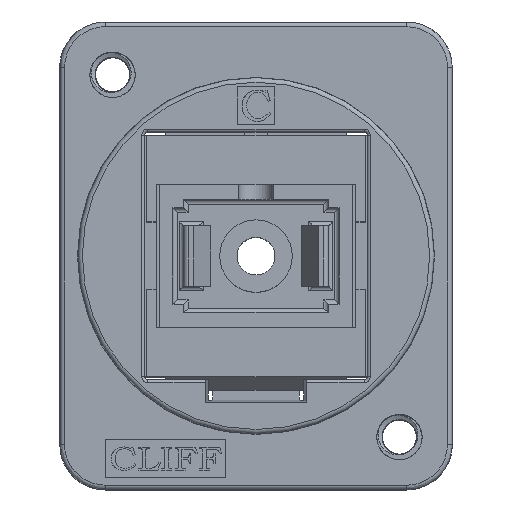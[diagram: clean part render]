
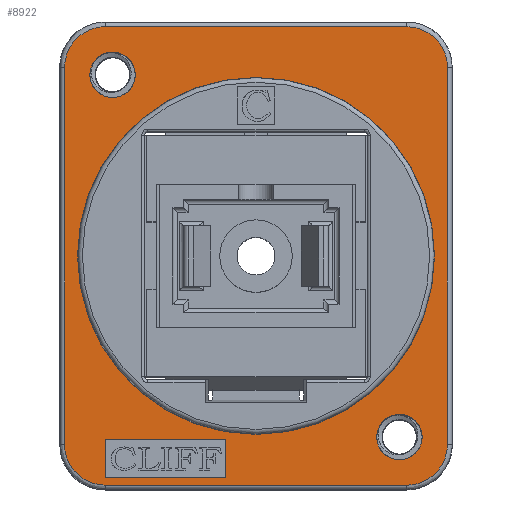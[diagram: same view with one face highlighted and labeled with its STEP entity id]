
A CAD part, top view. The second image highlights one B-rep face of the part: STEP entity #8922.
In plain terms, the highlighted planar face has unit normal (0, 0, 1).
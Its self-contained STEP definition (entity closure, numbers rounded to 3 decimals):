
#306=FACE_BOUND('',#1543,.T.);
#307=FACE_BOUND('',#1544,.T.);
#308=FACE_BOUND('',#1545,.T.);
#309=FACE_BOUND('',#1546,.T.);
#379=ELLIPSE('',#9512,2.7,2.7);
#380=ELLIPSE('',#9513,2.7,2.7);
#381=ELLIPSE('',#9514,2.7,2.7);
#382=ELLIPSE('',#9515,2.7,2.7);
#646=PLANE('',#9511);
#1063=FACE_OUTER_BOUND('',#1542,.T.);
#1542=EDGE_LOOP('',(#7668,#7669,#7670,#7671,#7672,#7673,#7674,#7675));
#1543=EDGE_LOOP('',(#7676));
#1544=EDGE_LOOP('',(#7677));
#1545=EDGE_LOOP('',(#7678,#7679,#7680,#7681));
#1546=EDGE_LOOP('',(#7682));
#2409=LINE('',#14989,#3281);
#2413=LINE('',#14997,#3285);
#2416=LINE('',#15003,#3288);
#2419=LINE('',#15008,#3291);
#2450=LINE('',#15107,#3322);
#2451=LINE('',#15111,#3323);
#2452=LINE('',#15115,#3324);
#2453=LINE('',#15118,#3325);
#3281=VECTOR('',#11334,2.5);
#3285=VECTOR('',#11340,8.);
#3288=VECTOR('',#11345,2.5);
#3291=VECTOR('',#11350,8.);
#3322=VECTOR('',#11439,24.965);
#3323=VECTOR('',#11442,19.965);
#3324=VECTOR('',#11445,24.965);
#3325=VECTOR('',#11448,19.965);
#3352=CIRCLE('',#9006,1.5);
#3354=CIRCLE('',#9009,1.5);
#3398=CIRCLE('',#9299,11.823);
#3462=VERTEX_POINT('',#11598);
#3464=VERTEX_POINT('',#11604);
#3832=VERTEX_POINT('',#12885);
#4154=VERTEX_POINT('',#14987);
#4155=VERTEX_POINT('',#14988);
#4158=VERTEX_POINT('',#14996);
#4160=VERTEX_POINT('',#15002);
#4185=VERTEX_POINT('',#15103);
#4186=VERTEX_POINT('',#15104);
#4187=VERTEX_POINT('',#15106);
#4188=VERTEX_POINT('',#15108);
#4189=VERTEX_POINT('',#15110);
#4190=VERTEX_POINT('',#15112);
#4191=VERTEX_POINT('',#15114);
#4192=VERTEX_POINT('',#15116);
#4255=EDGE_CURVE('',#3462,#3462,#3352,.T.);
#4258=EDGE_CURVE('',#3464,#3464,#3354,.T.);
#4816=EDGE_CURVE('',#3832,#3832,#3398,.T.);
#5322=EDGE_CURVE('',#4154,#4155,#2409,.T.);
#5326=EDGE_CURVE('',#4158,#4154,#2413,.T.);
#5329=EDGE_CURVE('',#4160,#4158,#2416,.T.);
#5332=EDGE_CURVE('',#4155,#4160,#2419,.T.);
#5376=EDGE_CURVE('',#4185,#4186,#379,.T.);
#5377=EDGE_CURVE('',#4187,#4185,#2450,.T.);
#5378=EDGE_CURVE('',#4188,#4187,#380,.T.);
#5379=EDGE_CURVE('',#4189,#4188,#2451,.T.);
#5380=EDGE_CURVE('',#4190,#4189,#381,.T.);
#5381=EDGE_CURVE('',#4191,#4190,#2452,.T.);
#5382=EDGE_CURVE('',#4192,#4191,#382,.T.);
#5383=EDGE_CURVE('',#4186,#4192,#2453,.T.);
#7668=ORIENTED_EDGE('',*,*,#5376,.F.);
#7669=ORIENTED_EDGE('',*,*,#5377,.F.);
#7670=ORIENTED_EDGE('',*,*,#5378,.F.);
#7671=ORIENTED_EDGE('',*,*,#5379,.F.);
#7672=ORIENTED_EDGE('',*,*,#5380,.F.);
#7673=ORIENTED_EDGE('',*,*,#5381,.F.);
#7674=ORIENTED_EDGE('',*,*,#5382,.F.);
#7675=ORIENTED_EDGE('',*,*,#5383,.F.);
#7676=ORIENTED_EDGE('',*,*,#4255,.T.);
#7677=ORIENTED_EDGE('',*,*,#4258,.T.);
#7678=ORIENTED_EDGE('',*,*,#5322,.T.);
#7679=ORIENTED_EDGE('',*,*,#5332,.T.);
#7680=ORIENTED_EDGE('',*,*,#5329,.T.);
#7681=ORIENTED_EDGE('',*,*,#5326,.T.);
#7682=ORIENTED_EDGE('',*,*,#4816,.T.);
#8922=ADVANCED_FACE('',(#1063,#306,#307,#308,#309),#646,.T.);
#9006=AXIS2_PLACEMENT_3D('',#11600,#9583,#9584);
#9009=AXIS2_PLACEMENT_3D('',#11606,#9590,#9591);
#9299=AXIS2_PLACEMENT_3D('',#12886,#10621,#10622);
#9511=AXIS2_PLACEMENT_3D('',#15102,#11435,#11436);
#9512=AXIS2_PLACEMENT_3D('',#15105,#11437,#11438);
#9513=AXIS2_PLACEMENT_3D('',#15109,#11440,#11441);
#9514=AXIS2_PLACEMENT_3D('',#15113,#11443,#11444);
#9515=AXIS2_PLACEMENT_3D('',#15117,#11446,#11447);
#9583=DIRECTION('center_axis',(0.,0.,
-1.));
#9584=DIRECTION('ref_axis',(-1.,0.,0.));
#9590=DIRECTION('center_axis',(0.,0.,
-1.));
#9591=DIRECTION('ref_axis',(-1.,0.,0.));
#10621=DIRECTION('center_axis',(0.,0.,
-1.));
#10622=DIRECTION('ref_axis',(-1.,0.,0.));
#11334=DIRECTION('',(0.,1.,0.));
#11340=DIRECTION('',(-1.,0.,0.));
#11345=DIRECTION('',(0.,-1.,0.));
#11350=DIRECTION('',(1.,0.,0.));
#11435=DIRECTION('center_axis',(0.,0.,
1.));
#11436=DIRECTION('ref_axis',(1.,0.,0.));
#11437=DIRECTION('center_axis',(0.,0.,
-1.));
#11438=DIRECTION('ref_axis',(-0.707,0.707,0.));
#11439=DIRECTION('',(0.,1.,0.));
#11440=DIRECTION('center_axis',(0.,0.,
-1.));
#11441=DIRECTION('ref_axis',(-0.707,-0.707,0.));
#11442=DIRECTION('',(-1.,0.,0.));
#11443=DIRECTION('center_axis',(0.,0.,
-1.));
#11444=DIRECTION('ref_axis',(0.707,-0.707,0.));
#11445=DIRECTION('',(0.,-1.,0.));
#11446=DIRECTION('center_axis',(0.,0.,
-1.));
#11447=DIRECTION('ref_axis',(0.707,0.707,0.));
#11448=DIRECTION('',(1.,0.,0.));
#11598=CARTESIAN_POINT('',(11.,-12.,2.3));
#11600=CARTESIAN_POINT('Origin',(9.5,-12.,2.3));
#11604=CARTESIAN_POINT('',(-8.,12.,2.3));
#11606=CARTESIAN_POINT('Origin',(-9.5,12.,2.3));
#12885=CARTESIAN_POINT('',(11.823,0.,2.3));
#12886=CARTESIAN_POINT('Origin',(0.,0.,
2.3));
#14987=CARTESIAN_POINT('',(-10.,-14.683,2.3));
#14988=CARTESIAN_POINT('',(-10.,-12.183,2.3));
#14989=CARTESIAN_POINT('',(-10.,-7.341,2.3));
#14996=CARTESIAN_POINT('',(-2.,-14.683,2.3));
#14997=CARTESIAN_POINT('',(-1.,-14.683,2.3));
#15002=CARTESIAN_POINT('',(-2.,-12.183,2.3));
#15003=CARTESIAN_POINT('',(-2.,-6.091,2.3));
#15008=CARTESIAN_POINT('',(-5.,-12.183,2.3));
#15102=CARTESIAN_POINT('Origin',(0.,0.,
2.3));
#15103=CARTESIAN_POINT('',(-12.683,12.483,2.3));
#15104=CARTESIAN_POINT('',(-9.983,15.183,2.3));
#15105=CARTESIAN_POINT('Origin',(-9.982,12.482,2.3));
#15106=CARTESIAN_POINT('',(-12.683,-12.483,2.3));
#15107=CARTESIAN_POINT('',(-12.683,-7.75,2.3));
#15108=CARTESIAN_POINT('',(-9.983,-15.183,2.3));
#15109=CARTESIAN_POINT('Origin',(-9.982,-12.482,2.3));
#15110=CARTESIAN_POINT('',(9.983,-15.183,2.3));
#15111=CARTESIAN_POINT('',(6.5,-15.183,2.3));
#15112=CARTESIAN_POINT('',(12.683,-12.483,2.3));
#15113=CARTESIAN_POINT('Origin',(9.982,-12.482,2.3));
#15114=CARTESIAN_POINT('',(12.683,12.483,2.3));
#15115=CARTESIAN_POINT('',(12.683,7.75,2.3));
#15116=CARTESIAN_POINT('',(9.983,15.183,2.3));
#15117=CARTESIAN_POINT('Origin',(9.982,12.482,2.3));
#15118=CARTESIAN_POINT('',(-6.5,15.183,2.3));
